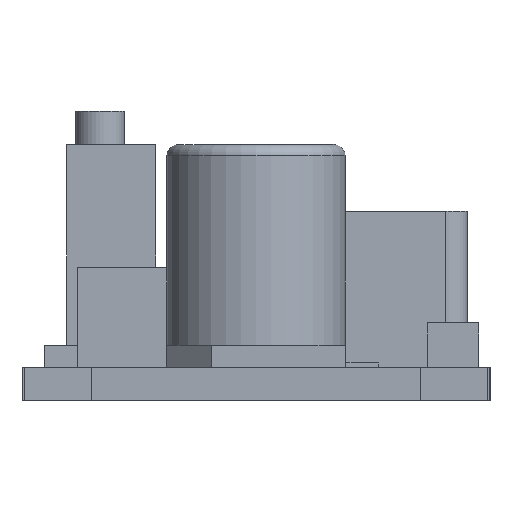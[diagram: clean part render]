
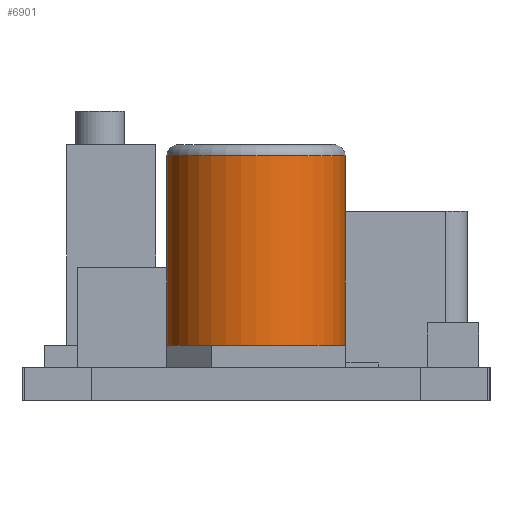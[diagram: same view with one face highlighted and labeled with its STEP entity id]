
A CAD part, left-side view. The second image highlights one B-rep face of the part: STEP entity #6901.
In plain terms, the highlighted cylindrical face has radius 4 mm (diameter 8 mm), a full revolution.
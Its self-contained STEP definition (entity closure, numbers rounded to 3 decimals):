
#6901 = ADVANCED_FACE('',(#6902),#6915,.T.);
#6902 = FACE_BOUND('',#6903,.T.);
#6903 = EDGE_LOOP('',(#6904,#6938,#6961,#6988));
#6904 = ORIENTED_EDGE('',*,*,#6905,.T.);
#6905 = EDGE_CURVE('',#6906,#6906,#6908,.T.);
#6906 = VERTEX_POINT('',#6907);
#6907 = CARTESIAN_POINT('',(4.5,14.5,2.5));
#6908 = SURFACE_CURVE('',#6909,(#6914,#6926),.PCURVE_S1.);
#6909 = CIRCLE('',#6910,4.);
#6910 = AXIS2_PLACEMENT_3D('',#6911,#6912,#6913);
#6911 = CARTESIAN_POINT('',(4.5,10.5,2.5));
#6912 = DIRECTION('',(0.,-0.,1.));
#6913 = DIRECTION('',(0.,1.,0.));
#6914 = PCURVE('',#6915,#6920);
#6915 = CYLINDRICAL_SURFACE('',#6916,4.);
#6916 = AXIS2_PLACEMENT_3D('',#6917,#6918,#6919);
#6917 = CARTESIAN_POINT('',(4.5,10.5,2.5));
#6918 = DIRECTION('',(0.,-0.,-1.));
#6919 = DIRECTION('',(0.,1.,0.));
#6920 = DEFINITIONAL_REPRESENTATION('',(#6921),#6925);
#6921 = LINE('',#6922,#6923);
#6922 = CARTESIAN_POINT('',(6.283,0.));
#6923 = VECTOR('',#6924,1.);
#6924 = DIRECTION('',(-1.,0.));
#6925 = ( GEOMETRIC_REPRESENTATION_CONTEXT(2) 
PARAMETRIC_REPRESENTATION_CONTEXT() REPRESENTATION_CONTEXT('2D SPACE',''
  ) );
#6926 = PCURVE('',#6927,#6932);
#6927 = PLANE('',#6928);
#6928 = AXIS2_PLACEMENT_3D('',#6929,#6930,#6931);
#6929 = CARTESIAN_POINT('',(4.5,10.5,2.5));
#6930 = DIRECTION('',(0.,0.,1.));
#6931 = DIRECTION('',(0.,1.,0.));
#6932 = DEFINITIONAL_REPRESENTATION('',(#6933),#6937);
#6933 = CIRCLE('',#6934,4.);
#6934 = AXIS2_PLACEMENT_2D('',#6935,#6936);
#6935 = CARTESIAN_POINT('',(0.,0.));
#6936 = DIRECTION('',(1.,0.));
#6937 = ( GEOMETRIC_REPRESENTATION_CONTEXT(2) 
PARAMETRIC_REPRESENTATION_CONTEXT() REPRESENTATION_CONTEXT('2D SPACE',''
  ) );
#6938 = ORIENTED_EDGE('',*,*,#6939,.T.);
#6939 = EDGE_CURVE('',#6906,#6940,#6942,.T.);
#6940 = VERTEX_POINT('',#6941);
#6941 = CARTESIAN_POINT('',(4.5,14.5,11.));
#6942 = SEAM_CURVE('',#6943,(#6947,#6954),.PCURVE_S1.);
#6943 = LINE('',#6944,#6945);
#6944 = CARTESIAN_POINT('',(4.5,14.5,2.5));
#6945 = VECTOR('',#6946,1.);
#6946 = DIRECTION('',(0.,0.,1.));
#6947 = PCURVE('',#6915,#6948);
#6948 = DEFINITIONAL_REPRESENTATION('',(#6949),#6953);
#6949 = LINE('',#6950,#6951);
#6950 = CARTESIAN_POINT('',(0.,0.));
#6951 = VECTOR('',#6952,1.);
#6952 = DIRECTION('',(-0.,-1.));
#6953 = ( GEOMETRIC_REPRESENTATION_CONTEXT(2) 
PARAMETRIC_REPRESENTATION_CONTEXT() REPRESENTATION_CONTEXT('2D SPACE',''
  ) );
#6954 = PCURVE('',#6915,#6955);
#6955 = DEFINITIONAL_REPRESENTATION('',(#6956),#6960);
#6956 = LINE('',#6957,#6958);
#6957 = CARTESIAN_POINT('',(6.283,0.));
#6958 = VECTOR('',#6959,1.);
#6959 = DIRECTION('',(-0.,-1.));
#6960 = ( GEOMETRIC_REPRESENTATION_CONTEXT(2) 
PARAMETRIC_REPRESENTATION_CONTEXT() REPRESENTATION_CONTEXT('2D SPACE',''
  ) );
#6961 = ORIENTED_EDGE('',*,*,#6962,.F.);
#6962 = EDGE_CURVE('',#6940,#6940,#6963,.T.);
#6963 = SURFACE_CURVE('',#6964,(#6969,#6976),.PCURVE_S1.);
#6964 = CIRCLE('',#6965,4.);
#6965 = AXIS2_PLACEMENT_3D('',#6966,#6967,#6968);
#6966 = CARTESIAN_POINT('',(4.5,10.5,11.));
#6967 = DIRECTION('',(0.,-0.,1.));
#6968 = DIRECTION('',(0.,1.,0.));
#6969 = PCURVE('',#6915,#6970);
#6970 = DEFINITIONAL_REPRESENTATION('',(#6971),#6975);
#6971 = LINE('',#6972,#6973);
#6972 = CARTESIAN_POINT('',(6.283,-8.5));
#6973 = VECTOR('',#6974,1.);
#6974 = DIRECTION('',(-1.,0.));
#6975 = ( GEOMETRIC_REPRESENTATION_CONTEXT(2) 
PARAMETRIC_REPRESENTATION_CONTEXT() REPRESENTATION_CONTEXT('2D SPACE',''
  ) );
#6976 = PCURVE('',#6977,#6982);
#6977 = TOROIDAL_SURFACE('',#6978,3.5,0.5);
#6978 = AXIS2_PLACEMENT_3D('',#6979,#6980,#6981);
#6979 = CARTESIAN_POINT('',(4.5,10.5,11.));
#6980 = DIRECTION('',(0.,0.,1.));
#6981 = DIRECTION('',(0.,1.,0.));
#6982 = DEFINITIONAL_REPRESENTATION('',(#6983),#6987);
#6983 = LINE('',#6984,#6985);
#6984 = CARTESIAN_POINT('',(0.,0.));
#6985 = VECTOR('',#6986,1.);
#6986 = DIRECTION('',(1.,0.));
#6987 = ( GEOMETRIC_REPRESENTATION_CONTEXT(2) 
PARAMETRIC_REPRESENTATION_CONTEXT() REPRESENTATION_CONTEXT('2D SPACE',''
  ) );
#6988 = ORIENTED_EDGE('',*,*,#6939,.F.);
